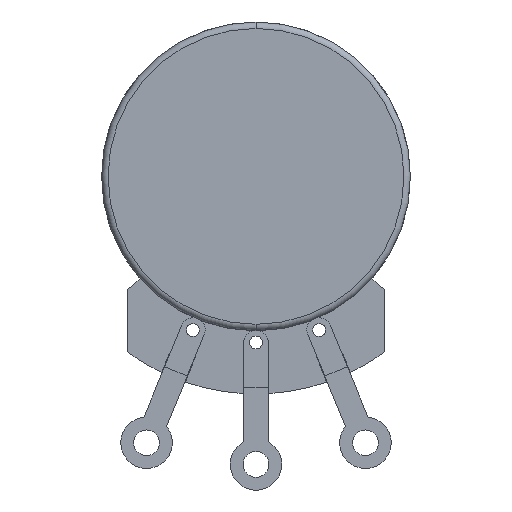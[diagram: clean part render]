
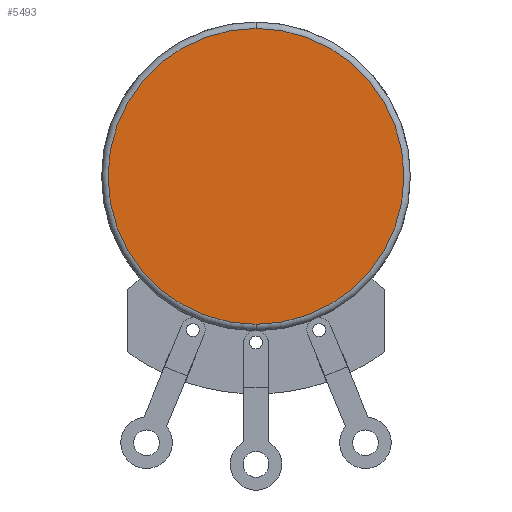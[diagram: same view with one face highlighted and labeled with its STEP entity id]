
A CAD part, front view. The second image highlights one B-rep face of the part: STEP entity #5493.
In plain terms, the highlighted planar face has unit normal (0, -1, 0).
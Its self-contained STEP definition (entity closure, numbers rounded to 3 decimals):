
#757 = EDGE_LOOP ( 'NONE', ( #4718, #5076 ) ) ;
#867 = VERTEX_POINT ( 'NONE', #4166 ) ;
#1180 = CIRCLE ( 'NONE', #1571, 11.5 ) ;
#1571 = AXIS2_PLACEMENT_3D ( 'NONE', #1874, #2521, #6908 ) ;
#1874 = CARTESIAN_POINT ( 'NONE',  ( 0., 0., 0. ) ) ;
#2521 = DIRECTION ( 'NONE',  ( 0., -1., 0. ) ) ;
#2590 = CARTESIAN_POINT ( 'NONE',  ( 0., 0., -11.5 ) ) ;
#2878 = DIRECTION ( 'NONE',  ( 0., 1., 0. ) ) ;
#3066 = AXIS2_PLACEMENT_3D ( 'NONE', #6459, #5143, #6404 ) ;
#4166 = CARTESIAN_POINT ( 'NONE',  ( 0., 0., 11.5 ) ) ;
#4703 = CARTESIAN_POINT ( 'NONE',  ( 0., 0., 0. ) ) ;
#4718 = ORIENTED_EDGE ( 'NONE', *, *, #7162, .T. ) ;
#5076 = ORIENTED_EDGE ( 'NONE', *, *, #7853, .T. ) ;
#5143 = DIRECTION ( 'NONE',  ( 0., -1., 0. ) ) ;
#5493 = ADVANCED_FACE ( 'NONE', ( #5532 ), #7277, .F. ) ;
#5532 = FACE_OUTER_BOUND ( 'NONE', #757, .T. ) ;
#6404 = DIRECTION ( 'NONE',  ( 0., 0., 1. ) ) ;
#6459 = CARTESIAN_POINT ( 'NONE',  ( 0., 0., 0. ) ) ;
#6609 = VERTEX_POINT ( 'NONE', #2590 ) ;
#6908 = DIRECTION ( 'NONE',  ( 0., 0., 1. ) ) ;
#7162 = EDGE_CURVE ( 'NONE', #867, #6609, #1180, .T. ) ;
#7277 = PLANE ( 'NONE',  #7990 ) ;
#7385 = CIRCLE ( 'NONE', #3066, 11.5 ) ;
#7853 = EDGE_CURVE ( 'NONE', #6609, #867, #7385, .T. ) ;
#7915 = DIRECTION ( 'NONE',  ( 0., 0., 1. ) ) ;
#7990 = AXIS2_PLACEMENT_3D ( 'NONE', #4703, #2878, #7915 ) ;
